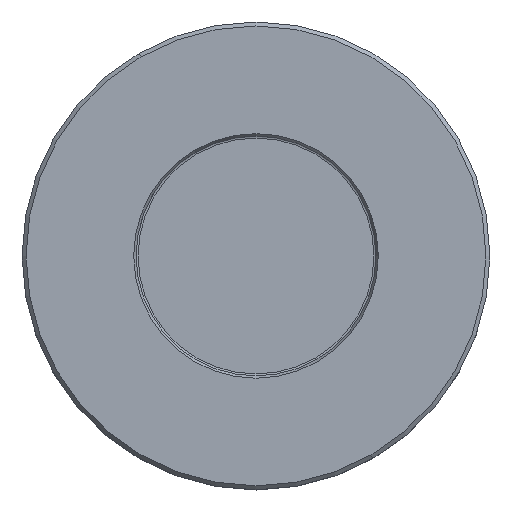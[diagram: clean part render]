
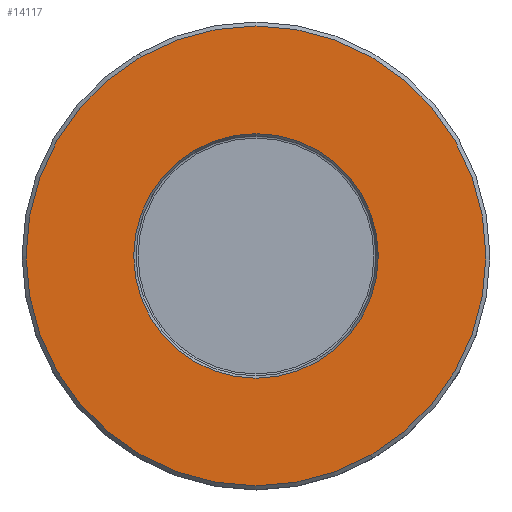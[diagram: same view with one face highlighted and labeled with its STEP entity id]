
A CAD part, top view. The second image highlights one B-rep face of the part: STEP entity #14117.
In plain terms, the highlighted planar face has unit normal (0, 0, 1).
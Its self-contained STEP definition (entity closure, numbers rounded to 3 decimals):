
#223=CARTESIAN_POINT('',(0.,0.,80.));
#224=DIRECTION('',(0.,0.,1.));
#225=DIRECTION('',(-0.5,0.866,0.));
#226=AXIS2_PLACEMENT_3D('',#223,#224,#225);
#231=CARTESIAN_POINT('',(0.,0.,80.));
#232=DIRECTION('',(0.,0.,-1.));
#233=DIRECTION('',(-0.5,0.866,0.));
#234=AXIS2_PLACEMENT_3D('',#231,#232,#233);
#253=CARTESIAN_POINT('',(0.,0.,80.));
#254=DIRECTION('',(0.,0.,-1.));
#255=DIRECTION('',(-0.5,0.866,0.));
#256=AXIS2_PLACEMENT_3D('',#253,#254,#255);
#261=CARTESIAN_POINT('',(0.,0.,80.));
#262=DIRECTION('',(0.,0.,1.));
#263=DIRECTION('',(-0.5,0.866,0.));
#264=AXIS2_PLACEMENT_3D('',#261,#262,#263);
#13694=CARTESIAN_POINT('',(-15.289,26.481,80.));
#13695=VERTEX_POINT('',#13694);
#13696=CARTESIAN_POINT('',(-28.75,49.796,80.));
#13698=VERTEX_POINT('',#13696);
#13752=CARTESIAN_POINT('',(15.289,-26.481,80.));
#13753=VERTEX_POINT('',#13752);
#13754=CARTESIAN_POINT('',(28.75,-49.796,80.));
#13756=VERTEX_POINT('',#13754);
#14102=CARTESIAN_POINT('',(0.,0.,80.));
#14103=DIRECTION('',(0.,0.,1.));
#14104=DIRECTION('',(0.5,-0.866,0.));
#14105=AXIS2_PLACEMENT_3D('',#14102,#14103,#14104);
#14106=PLANE('',#14105);
#14108=ORIENTED_EDGE('',*,*,#14107,.T.);
#14110=ORIENTED_EDGE('',*,*,#14109,.F.);
#14111=EDGE_LOOP('',(#14108,#14110));
#14112=FACE_OUTER_BOUND('',#14111,.F.);
#14113=ORIENTED_EDGE('',*,*,#14084,.T.);
#14114=ORIENTED_EDGE('',*,*,#14095,.F.);
#14115=EDGE_LOOP('',(#14113,#14114));
#14116=FACE_BOUND('',#14115,.F.);
#14117=ADVANCED_FACE('',(#14112,#14116),#14106,.T.);
#227=CIRCLE('',#226,30.577);
#235=CIRCLE('',#234,30.577);
#257=CIRCLE('',#256,57.5);
#265=CIRCLE('',#264,57.5);
#14084=EDGE_CURVE('',#13695,#13753,#227,.T.);
#14095=EDGE_CURVE('',#13695,#13753,#235,.T.);
#14107=EDGE_CURVE('',#13698,#13756,#257,.T.);
#14109=EDGE_CURVE('',#13698,#13756,#265,.T.);
